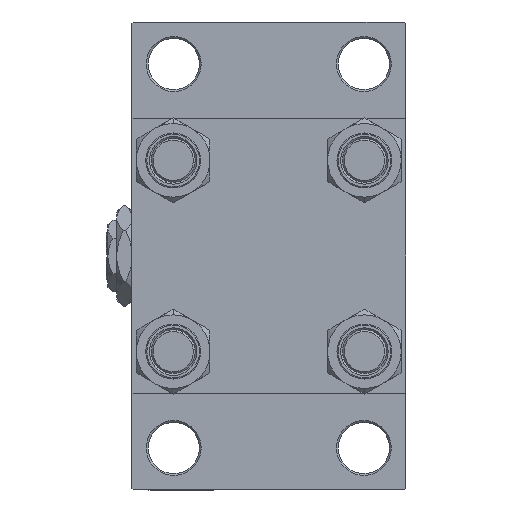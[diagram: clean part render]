
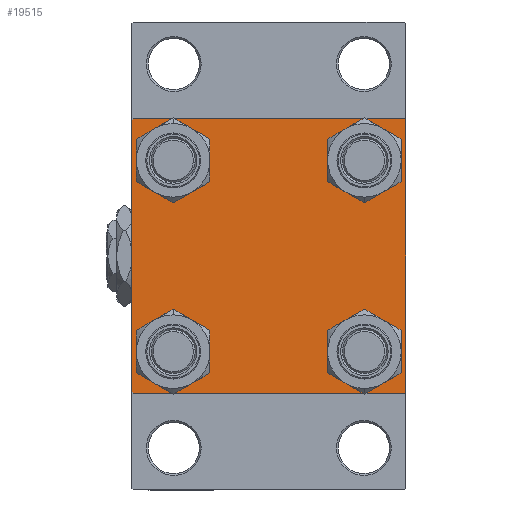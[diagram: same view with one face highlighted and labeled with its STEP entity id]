
A CAD part, left-side view. The second image highlights one B-rep face of the part: STEP entity #19515.
In plain terms, the highlighted planar face has unit normal (-1, 0, 0).
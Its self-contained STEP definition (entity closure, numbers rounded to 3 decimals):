
#12 = DIRECTION ( 'NONE',  ( 0., 0.707, 0.707 ) ) ;
#96 = EDGE_CURVE ( 'NONE', #36576, #35952, #22901, .T. ) ;
#177 = VECTOR ( 'NONE', #45632, 1000. ) ;
#724 = LINE ( 'NONE', #30865, #45799 ) ;
#1375 = VERTEX_POINT ( 'NONE', #43809 ) ;
#1397 = VERTEX_POINT ( 'NONE', #28490 ) ;
#1440 = EDGE_CURVE ( 'NONE', #45016, #22605, #11983, .T. ) ;
#2005 = CARTESIAN_POINT ( 'NONE',  ( 0., -26.15, 26.15 ) ) ;
#2247 = DIRECTION ( 'NONE',  ( 1., 0., 0. ) ) ;
#2356 = EDGE_LOOP ( 'NONE', ( #34750, #48186 ) ) ;
#2863 = CARTESIAN_POINT ( 'NONE',  ( 0., -26.15, 32.65 ) ) ;
#3400 = DIRECTION ( 'NONE',  ( 0., -0.707, -0.707 ) ) ;
#3509 = ORIENTED_EDGE ( 'NONE', *, *, #34294, .T. ) ;
#3574 = CARTESIAN_POINT ( 'NONE',  ( 0., -37.5, -37. ) ) ;
#3670 = FACE_BOUND ( 'NONE', #15805, .T. ) ;
#4999 = EDGE_CURVE ( 'NONE', #28555, #1397, #9759, .T. ) ;
#5028 = DIRECTION ( 'NONE',  ( 0., 0., 1. ) ) ;
#5602 = CIRCLE ( 'NONE', #33193, 6.5 ) ;
#5831 = VERTEX_POINT ( 'NONE', #18408 ) ;
#5972 = DIRECTION ( 'NONE',  ( 0., 0., 1. ) ) ;
#7019 = CARTESIAN_POINT ( 'NONE',  ( 0., 37., 37.5 ) ) ;
#7487 = CIRCLE ( 'NONE', #36679, 6.5 ) ;
#7577 = EDGE_CURVE ( 'NONE', #37965, #35952, #724, .T. ) ;
#8804 = CARTESIAN_POINT ( 'NONE',  ( 0., -37., -37.5 ) ) ;
#8947 = VERTEX_POINT ( 'NONE', #33239 ) ;
#9102 = PLANE ( 'NONE',  #43596 ) ;
#9568 = EDGE_CURVE ( 'NONE', #22605, #45016, #39708, .T. ) ;
#9678 = DIRECTION ( 'NONE',  ( 1., 0., 0. ) ) ;
#9759 = LINE ( 'NONE', #28048, #16675 ) ;
#10177 = DIRECTION ( 'NONE',  ( 1., 0., 0. ) ) ;
#10493 = AXIS2_PLACEMENT_3D ( 'NONE', #24747, #2247, #12659 ) ;
#10936 = DIRECTION ( 'NONE',  ( 1., 0., 0. ) ) ;
#11364 = CARTESIAN_POINT ( 'NONE',  ( 0., 26.15, -19.65 ) ) ;
#11415 = ORIENTED_EDGE ( 'NONE', *, *, #24143, .T. ) ;
#11935 = EDGE_CURVE ( 'NONE', #18249, #35941, #12941, .T. ) ;
#11983 = CIRCLE ( 'NONE', #20652, 6.5 ) ;
#12084 = FACE_BOUND ( 'NONE', #27482, .T. ) ;
#12587 = EDGE_CURVE ( 'NONE', #5831, #14730, #37763, .T. ) ;
#12659 = DIRECTION ( 'NONE',  ( 0., 0., 1. ) ) ;
#12941 = CIRCLE ( 'NONE', #40547, 6.5 ) ;
#14135 = FACE_OUTER_BOUND ( 'NONE', #38411, .T. ) ;
#14149 = CARTESIAN_POINT ( 'NONE',  ( 0., -26.15, -19.65 ) ) ;
#14730 = VERTEX_POINT ( 'NONE', #31913 ) ;
#15805 = EDGE_LOOP ( 'NONE', ( #25612, #27861 ) ) ;
#15844 = DIRECTION ( 'NONE',  ( 1., 0., 0. ) ) ;
#16286 = DIRECTION ( 'NONE',  ( -1., 0., 0. ) ) ;
#16395 = AXIS2_PLACEMENT_3D ( 'NONE', #28704, #32404, #20579 ) ;
#16639 = ORIENTED_EDGE ( 'NONE', *, *, #1440, .T. ) ;
#16675 = VECTOR ( 'NONE', #25060, 1000. ) ;
#18249 = VERTEX_POINT ( 'NONE', #11364 ) ;
#18408 = CARTESIAN_POINT ( 'NONE',  ( 0., 37.5, 37. ) ) ;
#19202 = CARTESIAN_POINT ( 'NONE',  ( 0., -37.5, 37.5 ) ) ;
#19205 = ORIENTED_EDGE ( 'NONE', *, *, #9568, .T. ) ;
#19252 = CARTESIAN_POINT ( 'NONE',  ( 0., 26.15, 32.65 ) ) ;
#19268 = DIRECTION ( 'NONE',  ( 0., -0.707, 0.707 ) ) ;
#19469 = VECTOR ( 'NONE', #30444, 1000. ) ;
#19490 = EDGE_CURVE ( 'NONE', #38905, #28595, #31863, .T. ) ;
#19515 = ADVANCED_FACE ( 'NONE', ( #12084, #27146, #38511, #3670, #14135 ), #9102, .T. ) ;
#19545 = DIRECTION ( 'NONE',  ( 0., 0., 1. ) ) ;
#19966 = AXIS2_PLACEMENT_3D ( 'NONE', #28945, #10177, #46752 ) ;
#20038 = LINE ( 'NONE', #34849, #22691 ) ;
#20095 = CARTESIAN_POINT ( 'NONE',  ( 0., 26.15, -26.15 ) ) ;
#20579 = DIRECTION ( 'NONE',  ( 0., 0., 1. ) ) ;
#20652 = AXIS2_PLACEMENT_3D ( 'NONE', #21572, #10936, #40593 ) ;
#20714 = CARTESIAN_POINT ( 'NONE',  ( 0., 37.5, 37.5 ) ) ;
#21572 = CARTESIAN_POINT ( 'NONE',  ( 0., -26.15, -26.15 ) ) ;
#22605 = VERTEX_POINT ( 'NONE', #45817 ) ;
#22691 = VECTOR ( 'NONE', #12, 1000. ) ;
#22892 = DIRECTION ( 'NONE',  ( 0., 0., 1. ) ) ;
#22901 = LINE ( 'NONE', #19202, #177 ) ;
#22921 = LINE ( 'NONE', #26869, #39808 ) ;
#23688 = DIRECTION ( 'NONE',  ( 0., 0., -1. ) ) ;
#23795 = EDGE_CURVE ( 'NONE', #14730, #1375, #22921, .T. ) ;
#23924 = CARTESIAN_POINT ( 'NONE',  ( 0., 0., 0. ) ) ;
#24143 = EDGE_CURVE ( 'NONE', #28595, #38905, #7487, .T. ) ;
#24747 = CARTESIAN_POINT ( 'NONE',  ( 0., -26.15, -26.15 ) ) ;
#25060 = DIRECTION ( 'NONE',  ( 0., -1., 0. ) ) ;
#25368 = CARTESIAN_POINT ( 'NONE',  ( 0., 37.5, -37.5 ) ) ;
#25612 = ORIENTED_EDGE ( 'NONE', *, *, #43602, .T. ) ;
#25704 = EDGE_LOOP ( 'NONE', ( #16639, #19205 ) ) ;
#26496 = CARTESIAN_POINT ( 'NONE',  ( 0., 37.25, 37.25 ) ) ;
#26599 = CARTESIAN_POINT ( 'NONE',  ( 0., 26.15, 26.15 ) ) ;
#26681 = VECTOR ( 'NONE', #33036, 1000. ) ;
#26869 = CARTESIAN_POINT ( 'NONE',  ( 0., 37.25, -37.25 ) ) ;
#27146 = FACE_BOUND ( 'NONE', #25704, .T. ) ;
#27482 = EDGE_LOOP ( 'NONE', ( #36238, #11415 ) ) ;
#27861 = ORIENTED_EDGE ( 'NONE', *, *, #36997, .T. ) ;
#28048 = CARTESIAN_POINT ( 'NONE',  ( 0., 37.5, 37.5 ) ) ;
#28490 = CARTESIAN_POINT ( 'NONE',  ( 0., -37., 37.5 ) ) ;
#28555 = VERTEX_POINT ( 'NONE', #7019 ) ;
#28595 = VERTEX_POINT ( 'NONE', #35396 ) ;
#28704 = CARTESIAN_POINT ( 'NONE',  ( 0., 26.15, 26.15 ) ) ;
#28945 = CARTESIAN_POINT ( 'NONE',  ( 0., -26.15, 26.15 ) ) ;
#29547 = VECTOR ( 'NONE', #23688, 1000. ) ;
#30038 = ORIENTED_EDGE ( 'NONE', *, *, #23795, .T. ) ;
#30444 = DIRECTION ( 'NONE',  ( 0., 0.707, -0.707 ) ) ;
#30865 = CARTESIAN_POINT ( 'NONE',  ( 0., -37.25, -37.25 ) ) ;
#31109 = ORIENTED_EDGE ( 'NONE', *, *, #37209, .T. ) ;
#31863 = CIRCLE ( 'NONE', #19966, 6.5 ) ;
#31913 = CARTESIAN_POINT ( 'NONE',  ( 0., 37.5, -37. ) ) ;
#32404 = DIRECTION ( 'NONE',  ( 1., 0., 0. ) ) ;
#33036 = DIRECTION ( 'NONE',  ( 0., -1., 0. ) ) ;
#33193 = AXIS2_PLACEMENT_3D ( 'NONE', #34351, #15844, #19545 ) ;
#33239 = CARTESIAN_POINT ( 'NONE',  ( 0., 26.15, 19.65 ) ) ;
#34294 = EDGE_CURVE ( 'NONE', #28555, #5831, #41074, .T. ) ;
#34351 = CARTESIAN_POINT ( 'NONE',  ( 0., 26.15, -26.15 ) ) ;
#34750 = ORIENTED_EDGE ( 'NONE', *, *, #11935, .T. ) ;
#34849 = CARTESIAN_POINT ( 'NONE',  ( 0., -37.25, 37.25 ) ) ;
#35396 = CARTESIAN_POINT ( 'NONE',  ( 0., -26.15, 19.65 ) ) ;
#35941 = VERTEX_POINT ( 'NONE', #37412 ) ;
#35952 = VERTEX_POINT ( 'NONE', #3574 ) ;
#36092 = CIRCLE ( 'NONE', #16395, 6.5 ) ;
#36238 = ORIENTED_EDGE ( 'NONE', *, *, #19490, .T. ) ;
#36576 = VERTEX_POINT ( 'NONE', #37755 ) ;
#36679 = AXIS2_PLACEMENT_3D ( 'NONE', #2005, #9678, #5972 ) ;
#36997 = EDGE_CURVE ( 'NONE', #8947, #37542, #36092, .T. ) ;
#37209 = EDGE_CURVE ( 'NONE', #36576, #1397, #20038, .T. ) ;
#37412 = CARTESIAN_POINT ( 'NONE',  ( 0., 26.15, -32.65 ) ) ;
#37542 = VERTEX_POINT ( 'NONE', #19252 ) ;
#37679 = ORIENTED_EDGE ( 'NONE', *, *, #96, .F. ) ;
#37755 = CARTESIAN_POINT ( 'NONE',  ( 0., -37.5, 37. ) ) ;
#37763 = LINE ( 'NONE', #20714, #29547 ) ;
#37965 = VERTEX_POINT ( 'NONE', #8804 ) ;
#38135 = DIRECTION ( 'NONE',  ( 1., 0., 0. ) ) ;
#38411 = EDGE_LOOP ( 'NONE', ( #44890, #30038, #38602, #47150, #37679, #31109, #39464, #3509 ) ) ;
#38511 = FACE_BOUND ( 'NONE', #2356, .T. ) ;
#38525 = EDGE_CURVE ( 'NONE', #1375, #37965, #43914, .T. ) ;
#38602 = ORIENTED_EDGE ( 'NONE', *, *, #38525, .T. ) ;
#38905 = VERTEX_POINT ( 'NONE', #2863 ) ;
#39464 = ORIENTED_EDGE ( 'NONE', *, *, #4999, .F. ) ;
#39708 = CIRCLE ( 'NONE', #10493, 6.5 ) ;
#39808 = VECTOR ( 'NONE', #3400, 1000. ) ;
#40547 = AXIS2_PLACEMENT_3D ( 'NONE', #20095, #38135, #5028 ) ;
#40593 = DIRECTION ( 'NONE',  ( 0., 0., 1. ) ) ;
#40929 = CIRCLE ( 'NONE', #46472, 6.5 ) ;
#41074 = LINE ( 'NONE', #26496, #19469 ) ;
#41665 = DIRECTION ( 'NONE',  ( 1., 0., 0. ) ) ;
#43414 = DIRECTION ( 'NONE',  ( 0., 0., 1. ) ) ;
#43596 = AXIS2_PLACEMENT_3D ( 'NONE', #23924, #16286, #43414 ) ;
#43602 = EDGE_CURVE ( 'NONE', #37542, #8947, #40929, .T. ) ;
#43809 = CARTESIAN_POINT ( 'NONE',  ( 0., 37., -37.5 ) ) ;
#43914 = LINE ( 'NONE', #25368, #26681 ) ;
#44890 = ORIENTED_EDGE ( 'NONE', *, *, #12587, .T. ) ;
#45016 = VERTEX_POINT ( 'NONE', #14149 ) ;
#45632 = DIRECTION ( 'NONE',  ( 0., 0., -1. ) ) ;
#45799 = VECTOR ( 'NONE', #19268, 1000. ) ;
#45817 = CARTESIAN_POINT ( 'NONE',  ( 0., -26.15, -32.65 ) ) ;
#46472 = AXIS2_PLACEMENT_3D ( 'NONE', #26599, #41665, #22892 ) ;
#46752 = DIRECTION ( 'NONE',  ( 0., 0., 1. ) ) ;
#47150 = ORIENTED_EDGE ( 'NONE', *, *, #7577, .T. ) ;
#48186 = ORIENTED_EDGE ( 'NONE', *, *, #48659, .T. ) ;
#48659 = EDGE_CURVE ( 'NONE', #35941, #18249, #5602, .T. ) ;
